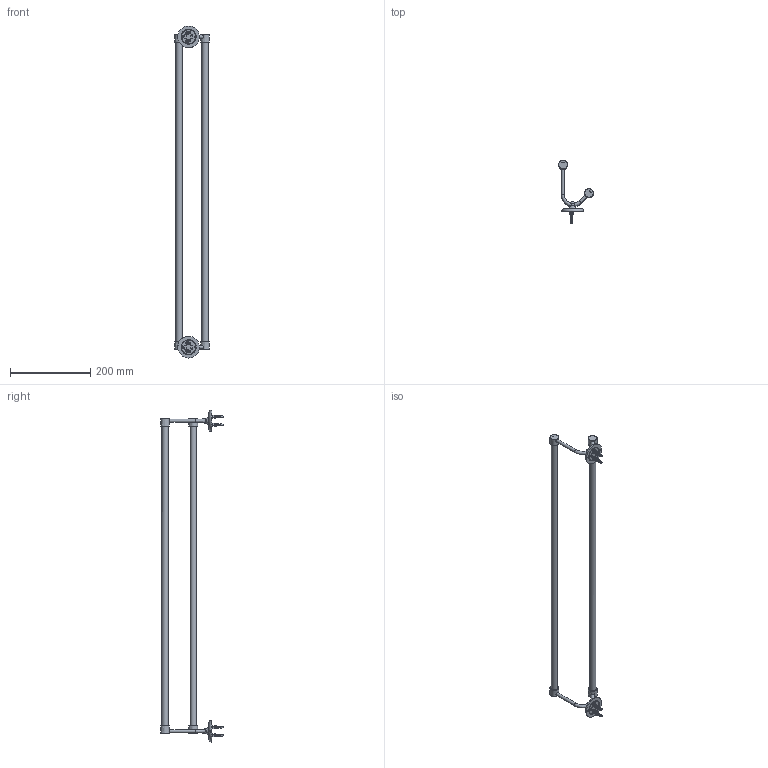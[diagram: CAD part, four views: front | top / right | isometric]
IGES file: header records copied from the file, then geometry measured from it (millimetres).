
Global section: file name: N1301-A; native system: Autodesk Inventor 2018; preprocessor: unknown; author: sbajwa; date: 20190705.122507; units: millimetre
Bounding box: 86.48 x 156.62 x 827.85 mm (x, y, z)
Volume: 102267 mm3; surface area: 190774.9 mm2
Topology: 22 solids, 22 shells, 1188 faces, 3490 edges, 2320 vertices
Faces by surface type: bspline 1188
